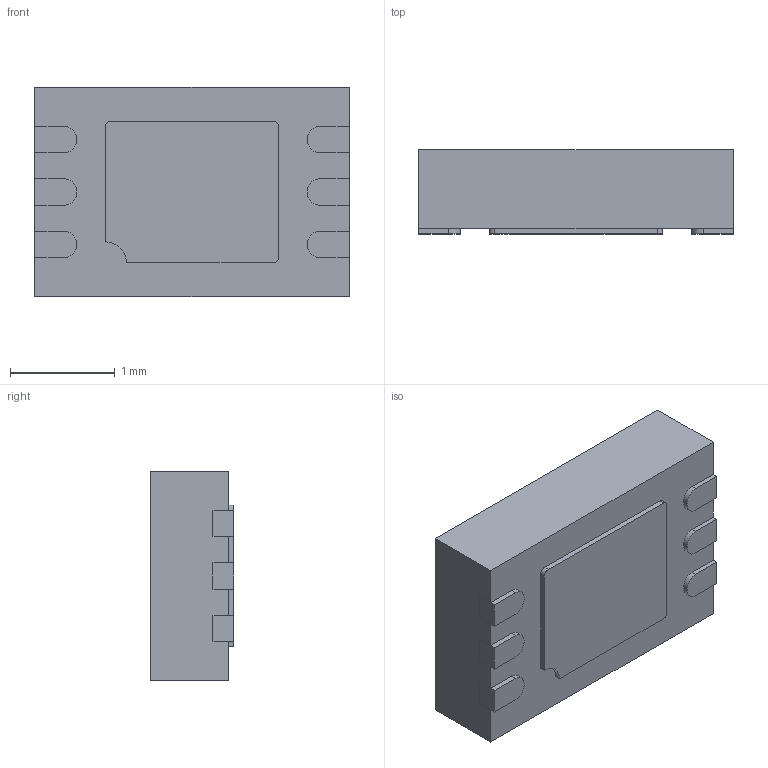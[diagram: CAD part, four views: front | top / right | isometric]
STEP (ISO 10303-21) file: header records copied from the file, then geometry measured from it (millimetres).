
FILE_DESCRIPTION (( 'STEP AP214' ), '1' );
FILE_NAME ('LTC2997CDCB#PBF.STEP', '2020-11-13T11:11:30', ( '' ), ( '' ), 'SwSTEP 2.0', 'SolidWorks 2017', '' );
FILE_SCHEMA (( 'AUTOMOTIVE_DESIGN' ));
Length unit declared in the file: millimetre
Products named in the file (1): LTC2997CDCB#PBF
Bounding box: 3 x 0.8 x 2 mm (x, y, z)
Volume: 4.6 mm3; surface area: 29.6 mm2
Topology: 9 solids, 9 shells, 120 faces, 300 edges, 200 vertices
Faces by surface type: plane 88, cylinder 32
Entity records: 3674 total; most frequent: CARTESIAN_POINT 621, DIRECTION 606, ORIENTED_EDGE 600, EDGE_CURVE 300, VECTOR 236, LINE 236, VERTEX_POINT 200, AXIS2_PLACEMENT_3D 185
